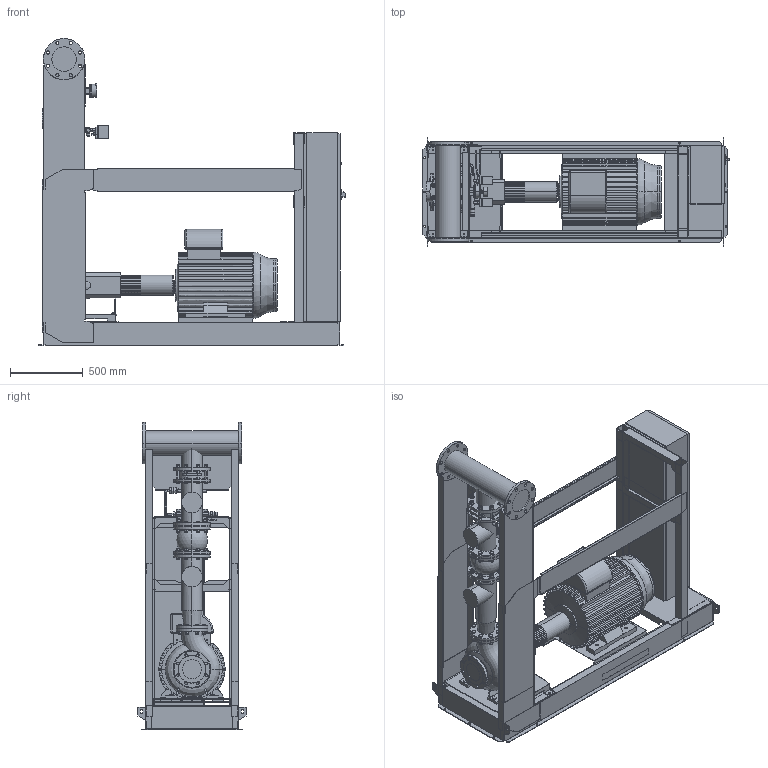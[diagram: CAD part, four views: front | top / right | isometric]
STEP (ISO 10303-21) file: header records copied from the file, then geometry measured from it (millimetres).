
FILE_DESCRIPTION((''),'2;1');
FILE_NAME('3d_Sifire-EN-100_200-205-45E-4183701.stp','2015-05-26T07:17:31',(''),(''),'Mechanical Desktop 2009','Mechanical Desktop 2009',', , ');
FILE_SCHEMA(('CONFIG_CONTROL_DESIGN'));
Length unit declared in the file: millimetre
Products named in the file (1): Product
Bounding box: 2105.5 x 744 x 2112.5 mm (x, y, z)
Volume: 346015075.1 mm3; surface area: 23153613.5 mm2
Topology: 144 solids, 144 shells, 3443 faces, 8341 edges, 5255 vertices
Faces by surface type: plane 1266, bspline 1026, cylinder 659, cone 428, torus 56, sphere 8
Entity records: 109938 total; most frequent: CARTESIAN_POINT 34732, ORIENTED_EDGE 16670, DIRECTION 14217, EDGE_CURVE 8335, VERTEX_POINT 5254, AXIS2_PLACEMENT_3D 4995, VECTOR 4227, LINE 4227
